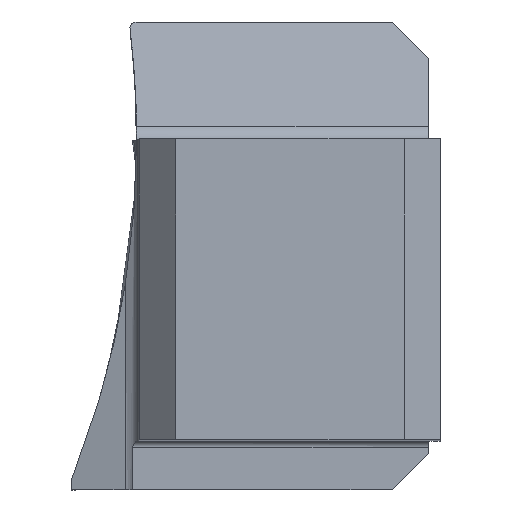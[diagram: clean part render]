
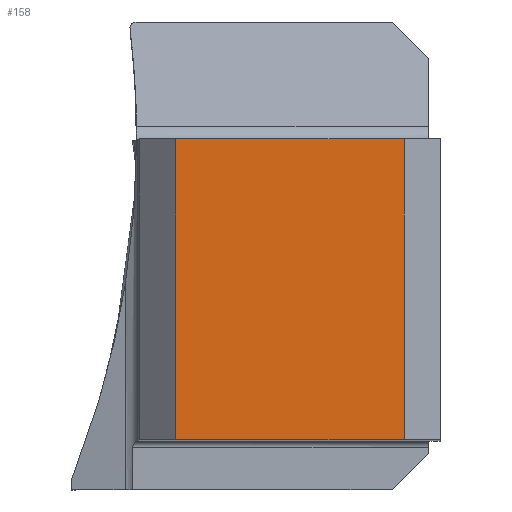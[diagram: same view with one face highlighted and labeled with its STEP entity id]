
A CAD part, top view. The second image highlights one B-rep face of the part: STEP entity #158.
In plain terms, the highlighted planar face has unit normal (0, 0, 1).
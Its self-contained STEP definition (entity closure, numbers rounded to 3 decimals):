
#158=ADVANCED_FACE('CU_BACK_SU1',(#249),#210,.F.);
#210=PLANE('',#1474);
#249=FACE_OUTER_BOUND('',#309,.T.);
#309=EDGE_LOOP('',(#567,#568,#569,#570));
#567=ORIENTED_EDGE('',*,*,#1081,.F.);
#568=ORIENTED_EDGE('',*,*,#1082,.T.);
#569=ORIENTED_EDGE('',*,*,#1083,.T.);
#570=ORIENTED_EDGE('',*,*,#1084,.F.);
#918=VERTEX_POINT('',#3362);
#919=VERTEX_POINT('',#3363);
#920=VERTEX_POINT('',#3365);
#921=VERTEX_POINT('',#3367);
#1081=EDGE_CURVE('',#918,#919,#1236,.T.);
#1082=EDGE_CURVE('',#918,#920,#1237,.T.);
#1083=EDGE_CURVE('',#920,#921,#1238,.T.);
#1084=EDGE_CURVE('',#919,#921,#1239,.T.);
#1236=LINE('',#3361,#1318);
#1237=LINE('',#3364,#1319);
#1238=LINE('',#3366,#1320);
#1239=LINE('',#3368,#1321);
#1318=VECTOR('',#1634,1.);
#1319=VECTOR('',#1635,1.);
#1320=VECTOR('',#1636,1.);
#1321=VECTOR('',#1637,1.);
#1474=AXIS2_PLACEMENT_3D('',#3369,#1638,#1639);
#1634=DIRECTION('',(0.,1.,0.));
#1635=DIRECTION('',(1.,0.,0.));
#1636=DIRECTION('',(0.,1.,0.));
#1637=DIRECTION('',(1.,0.,0.));
#1638=DIRECTION('',(0.,0.,-1.));
#1639=DIRECTION('',(-1.,0.,0.));
#3361=CARTESIAN_POINT('',(-21.925,0.,0.));
#3362=CARTESIAN_POINT('',(-21.925,0.,0.));
#3363=CARTESIAN_POINT('',(-21.925,24.925,0.));
#3364=CARTESIAN_POINT('',(-110.,0.,0.));
#3365=CARTESIAN_POINT('',(-3.,0.,0.));
#3366=CARTESIAN_POINT('',(-3.,0.,0.));
#3367=CARTESIAN_POINT('',(-3.,24.925,0.));
#3368=CARTESIAN_POINT('',(-110.,24.925,0.));
#3369=CARTESIAN_POINT('',(23.246,44.925,0.));
